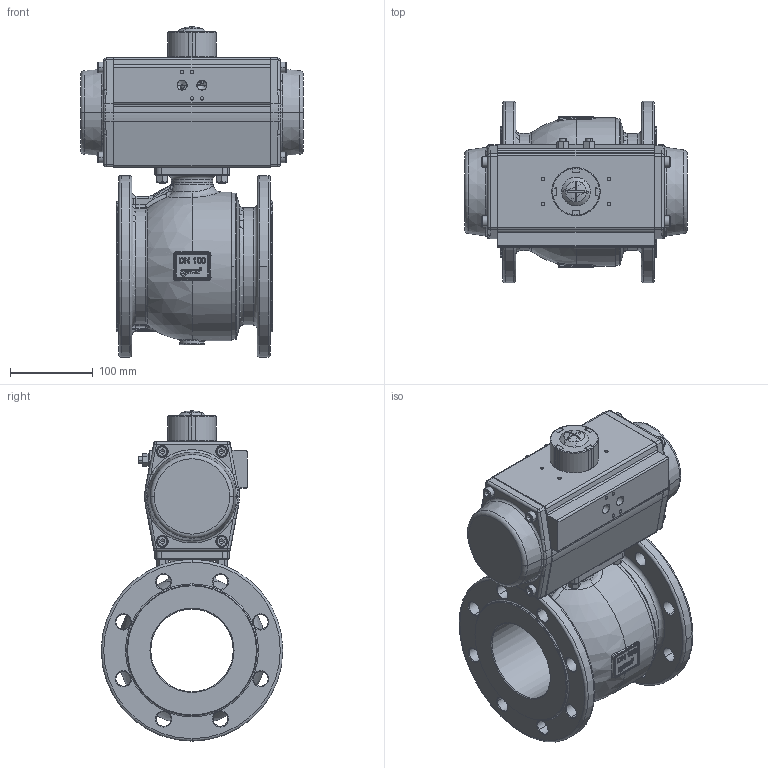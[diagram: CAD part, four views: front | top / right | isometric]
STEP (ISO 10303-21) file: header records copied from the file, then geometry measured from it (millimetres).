
FILE_DESCRIPTION(('HOOPS Exchange Step'),'2;1');
FILE_NAME('PK0401_DN100.stp','2025-04-09T11:05:10+02:00',('nieru'),('Unknown organisation'),'HOOPS Exchange 2024.2','HOOPS Exchange','Unknown authorisation');
FILE_SCHEMA( ('AP203_CONFIGURATION_CONTROLLED_3D_DESIGN_OF_MECHANICAL_PARTS_AND_ASSEMBLIES_MIM_LF') );
Length unit declared in the file: millimetre
Products named in the file (4): 0; root
Assembly tree (3 placements, depth 3):
  root
    0
      0
      0
Bounding box: 270 x 220 x 400.19 mm (x, y, z)
Volume: 5212208.2 mm3; surface area: 618980 mm2
Topology: 35 solids, 35 shells, 2249 faces, 5426 edges, 3217 vertices
Faces by surface type: cylinder 611, plane 587, bspline 379, torus 252, cone 231, extrusion 125, sphere 64
Full cylindrical faces by diameter (mm): 6.8 x1, 142 x1
Entity records: 95550 total; most frequent: CARTESIAN_POINT 46402, ORIENTED_EDGE 10664, DIRECTION 9382, EDGE_CURVE 5332, AXIS2_PLACEMENT_3D 3661, VERTEX_POINT 3219, EDGE_LOOP 2415, FACE_BOUND 2415
